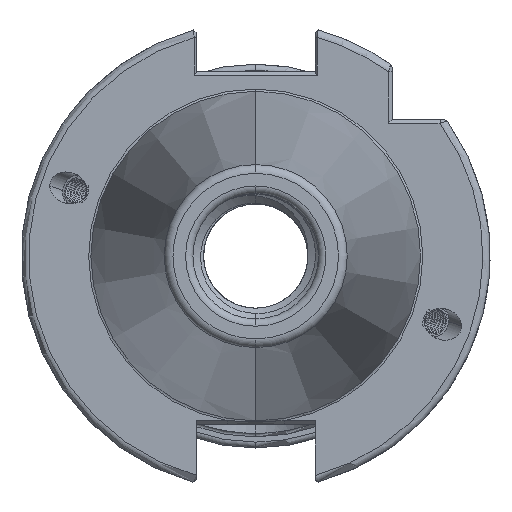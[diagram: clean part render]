
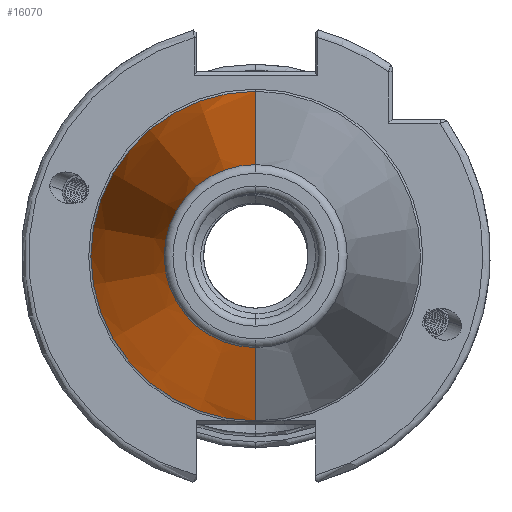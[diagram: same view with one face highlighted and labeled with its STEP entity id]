
A CAD part, left-side view. The second image highlights one B-rep face of the part: STEP entity #16070.
In plain terms, the highlighted conical face has half-angle 8.297 degrees and reference radius 22.692 mm.
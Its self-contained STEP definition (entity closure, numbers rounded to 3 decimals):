
#301 = EDGE_CURVE ( 'NONE', #6512, #26668, #18766, .T. ) ;
#315 = EDGE_CURVE ( 'NONE', #26661, #26730, #18693, .T. ) ;
#323 = EDGE_CURVE ( 'NONE', #26668, #26730, #18713, .T. ) ;
#324 = EDGE_CURVE ( 'NONE', #6512, #26661, #18738, .T. ) ;
#2967 = ORIENTED_EDGE ( 'NONE', *, *, #324, .F. ) ;
#2975 = ORIENTED_EDGE ( 'NONE', *, *, #301, .T. ) ;
#2986 = ORIENTED_EDGE ( 'NONE', *, *, #315, .F. ) ;
#2989 = ORIENTED_EDGE ( 'NONE', *, *, #323, .T. ) ;
#3853 = CARTESIAN_POINT ( 'NONE',  ( -70.573, 0., -12.4 ) ) ;
#6512 = VERTEX_POINT ( 'NONE', #3853 ) ;
#6599 = EDGE_LOOP ( 'NONE', ( #2975, #2989, #2986, #2967 ) ) ;
#13387 = DIRECTION ( 'NONE',  ( 0., 0., 1. ) ) ;
#13396 = DIRECTION ( 'NONE',  ( 1., 0., 0. ) ) ;
#13432 = CARTESIAN_POINT ( 'NONE',  ( -70.573, 0., 0. ) ) ;
#13488 = DIRECTION ( 'NONE',  ( 1., 0., 0. ) ) ;
#13499 = DIRECTION ( 'NONE',  ( 0., 0., -1. ) ) ;
#13515 = CARTESIAN_POINT ( 'NONE',  ( -2.5, 0., 0. ) ) ;
#13547 = DIRECTION ( 'NONE',  ( 0.99, 0., -0.144 ) ) ;
#13564 = DIRECTION ( 'NONE',  ( 0.99, 0., 0.144 ) ) ;
#13568 = CARTESIAN_POINT ( 'NONE',  ( 0., 0., 22.692 ) ) ;
#13579 = CARTESIAN_POINT ( 'NONE',  ( 0., 0., -22.692 ) ) ;
#16070 = ADVANCED_FACE ( 'NONE', ( #18611 ), #18565, .T. ) ;
#16123 = CARTESIAN_POINT ( 'NONE',  ( -2.5, 0., -22.327 ) ) ;
#16256 = CARTESIAN_POINT ( 'NONE',  ( -70.573, 0., 12.4 ) ) ;
#16268 = CARTESIAN_POINT ( 'NONE',  ( -2.5, 0., 22.327 ) ) ;
#16694 = AXIS2_PLACEMENT_3D ( 'NONE', #13515, #13488, #13499 ) ;
#16704 = AXIS2_PLACEMENT_3D ( 'NONE', #13432, #13396, #13387 ) ;
#16856 = AXIS2_PLACEMENT_3D ( 'NONE', #29366, #29375, #29380 ) ;
#18565 = CONICAL_SURFACE ( 'NONE', #16856, 22.692, 0.145 ) ;
#18611 = FACE_OUTER_BOUND ( 'NONE', #6599, .T. ) ;
#18632 = VECTOR ( 'NONE', #13547, 1000. ) ;
#18693 = CIRCLE ( 'NONE', #16694, 22.327 ) ;
#18702 = VECTOR ( 'NONE', #13564, 1000. ) ;
#18713 = LINE ( 'NONE', #13568, #18702 ) ;
#18738 = LINE ( 'NONE', #13579, #18632 ) ;
#18766 = CIRCLE ( 'NONE', #16704, 12.4 ) ;
#26661 = VERTEX_POINT ( 'NONE', #16123 ) ;
#26668 = VERTEX_POINT ( 'NONE', #16256 ) ;
#26730 = VERTEX_POINT ( 'NONE', #16268 ) ;
#29366 = CARTESIAN_POINT ( 'NONE',  ( 0., 0., 0. ) ) ;
#29375 = DIRECTION ( 'NONE',  ( 1., 0., 0. ) ) ;
#29380 = DIRECTION ( 'NONE',  ( 0., 0., -1. ) ) ;
